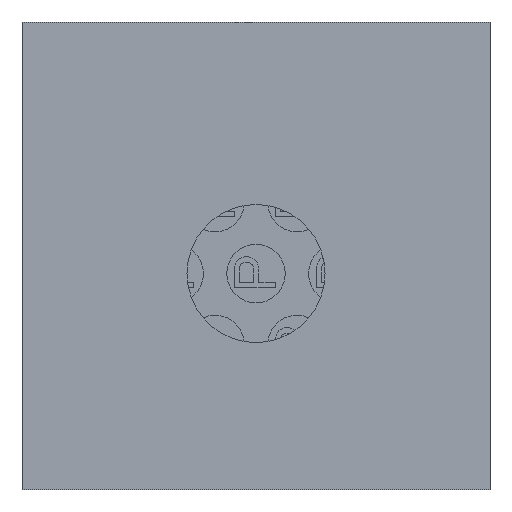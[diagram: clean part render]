
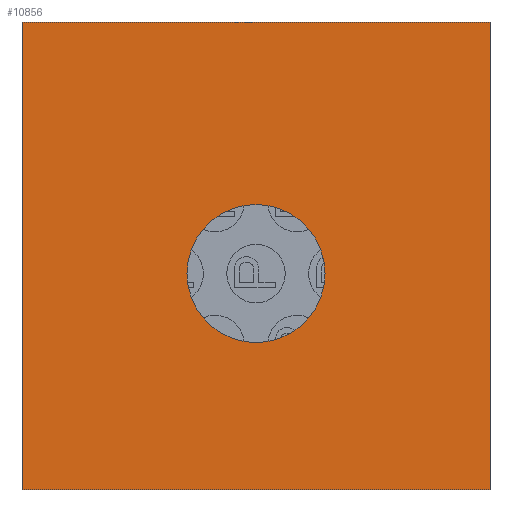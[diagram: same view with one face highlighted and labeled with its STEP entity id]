
A CAD part, left-side view. The second image highlights one B-rep face of the part: STEP entity #10856.
In plain terms, the highlighted planar face has unit normal (-1, 0, 0).
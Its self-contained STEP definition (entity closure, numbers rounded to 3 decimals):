
#10549=CARTESIAN_POINT('',(-27.0,2.,-15.6));
#10550=VERTEX_POINT('',#10549);
#10551=CARTESIAN_POINT('',(-27.0,2.,-21.5));
#10552=DIRECTION('',(1.0,0.0,0.0));
#10553=DIRECTION('',(0.0,0.0,1.0));
#10554=AXIS2_PLACEMENT_3D('',#10551,#10552,#10553);
#10555=CIRCLE('',#10554,5.9);
#10556=EDGE_CURVE('',#10550,#10550,#10555,.T.);
#10814=CARTESIAN_POINT('',(-27.,22.0,0.0));
#10815=DIRECTION('',(-1.0,0.0,0.0));
#10816=DIRECTION('',(0.0,0.0,1.0));
#10817=AXIS2_PLACEMENT_3D('',#10814,#10815,#10816);
#10818=PLANE('',#10817);
#10819=CARTESIAN_POINT('',(-27.,22.0,-40.0));
#10820=VERTEX_POINT('',#10819);
#10821=CARTESIAN_POINT('',(-27.0,-18.,-40.0));
#10822=VERTEX_POINT('',#10821);
#10823=CARTESIAN_POINT('',(-27.,22.0,-40.0));
#10824=DIRECTION('',(0.0,-1.0,0.0));
#10825=VECTOR('',#10824,40.);
#10826=LINE('',#10823,#10825);
#10827=EDGE_CURVE('',#10820,#10822,#10826,.T.);
#10828=ORIENTED_EDGE('',*,*,#10827,.T.);
#10829=CARTESIAN_POINT('',(-27.0,-18.,0.0));
#10830=VERTEX_POINT('',#10829);
#10831=CARTESIAN_POINT('',(-27.0,-18.,0.0));
#10832=DIRECTION('',(0.0,0.0,-1.0));
#10833=VECTOR('',#10832,40.0);
#10834=LINE('',#10831,#10833);
#10835=EDGE_CURVE('',#10830,#10822,#10834,.T.);
#10836=ORIENTED_EDGE('',*,*,#10835,.F.);
#10837=CARTESIAN_POINT('',(-27.,22.0,0.0));
#10838=VERTEX_POINT('',#10837);
#10839=CARTESIAN_POINT('',(-27.0,-18.,0.0));
#10840=DIRECTION('',(0.0,1.0,0.0));
#10841=VECTOR('',#10840,40.);
#10842=LINE('',#10839,#10841);
#10843=EDGE_CURVE('',#10830,#10838,#10842,.T.);
#10844=ORIENTED_EDGE('',*,*,#10843,.T.);
#10845=CARTESIAN_POINT('',(-27.,22.0,0.0));
#10846=DIRECTION('',(0.0,0.0,-1.0));
#10847=VECTOR('',#10846,40.0);
#10848=LINE('',#10845,#10847);
#10849=EDGE_CURVE('',#10838,#10820,#10848,.T.);
#10850=ORIENTED_EDGE('',*,*,#10849,.T.);
#10851=EDGE_LOOP('',(#10828,#10836,#10844,#10850));
#10852=FACE_OUTER_BOUND('',#10851,.T.);
#10853=ORIENTED_EDGE('',*,*,#10556,.T.);
#10854=EDGE_LOOP('',(#10853));
#10855=FACE_BOUND('',#10854,.T.);
#10856=ADVANCED_FACE('',(#10852,#10855),#10818,.T.);
